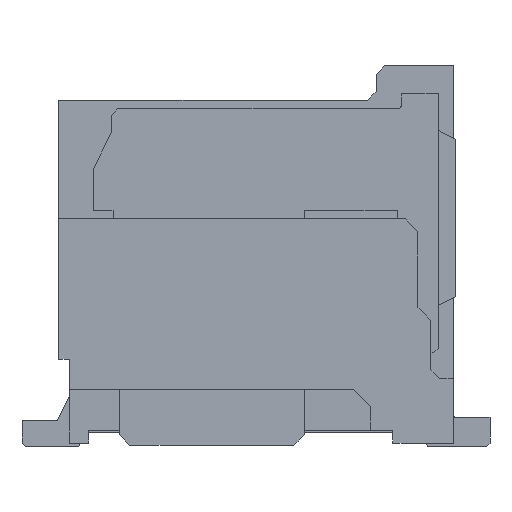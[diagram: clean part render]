
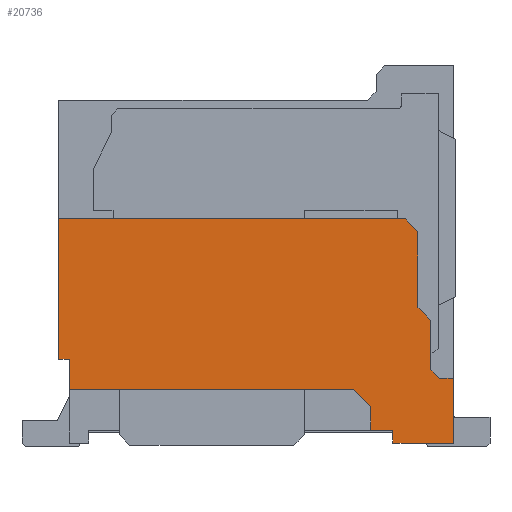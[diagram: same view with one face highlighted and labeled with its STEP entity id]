
A CAD part, left-side view. The second image highlights one B-rep face of the part: STEP entity #20736.
In plain terms, the highlighted planar face has unit normal (-1, 0, 0).
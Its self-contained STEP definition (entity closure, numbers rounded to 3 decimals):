
#5=DIRECTION('',(0.,-1.,0.));
#6=VECTOR('',#5,1.4);
#7=CARTESIAN_POINT('',(-8.9,-3.175,-4.375));
#8=LINE('',#7,#6);
#81=DIRECTION('',(0.,0.,1.));
#82=VECTOR('',#81,1.5);
#83=CARTESIAN_POINT('',(-8.9,-4.575,-4.375));
#84=LINE('',#83,#82);
#6967=DIRECTION('',(0.,0.,1.));
#6968=VECTOR('',#6967,3.25);
#6969=CARTESIAN_POINT('',(-8.9,4.575,-2.425));
#6970=LINE('',#6969,#6968);
#6971=DIRECTION('',(0.,-1.,0.));
#6972=VECTOR('',#6971,8.03);
#6973=CARTESIAN_POINT('',(-8.9,4.575,0.825));
#6974=LINE('',#6973,#6972);
#6975=DIRECTION('',(0.,0.707,0.707));
#6976=VECTOR('',#6975,0.424);
#6977=CARTESIAN_POINT('',(-8.9,-3.755,0.525));
#6978=LINE('',#6977,#6976);
#6979=DIRECTION('',(0.,0.,1.));
#6980=VECTOR('',#6979,1.75);
#6981=CARTESIAN_POINT('',(-8.9,-3.755,-1.225));
#6982=LINE('',#6981,#6980);
#6983=DIRECTION('',(0.,0.707,0.707));
#6984=VECTOR('',#6983,0.424);
#6985=CARTESIAN_POINT('',(-8.9,-4.055,-1.525));
#6986=LINE('',#6985,#6984);
#6987=DIRECTION('',(0.,0.,1.));
#6988=VECTOR('',#6987,1.15);
#6989=CARTESIAN_POINT('',(-8.9,-4.055,-2.675));
#6990=LINE('',#6989,#6988);
#6991=DIRECTION('',(0.,0.707,0.707));
#6992=VECTOR('',#6991,0.283);
#6993=CARTESIAN_POINT('',(-8.9,-4.255,-2.875));
#6994=LINE('',#6993,#6992);
#6995=DIRECTION('',(0.,1.,0.));
#6996=VECTOR('',#6995,0.32);
#6997=CARTESIAN_POINT('',(-8.9,-4.575,-2.875));
#6998=LINE('',#6997,#6996);
#6999=DIRECTION('',(0.,0.,1.));
#7000=VECTOR('',#6999,0.3);
#7001=CARTESIAN_POINT('',(-8.9,-3.175,-4.375));
#7002=LINE('',#7001,#7000);
#7003=DIRECTION('',(0.,1.,0.));
#7004=VECTOR('',#7003,0.52);
#7005=CARTESIAN_POINT('',(-8.9,-3.175,-4.075));
#7006=LINE('',#7005,#7004);
#7007=DIRECTION('',(0.,0.,1.));
#7008=VECTOR('',#7007,0.55);
#7009=CARTESIAN_POINT('',(-8.9,-2.655,-4.075));
#7010=LINE('',#7009,#7008);
#7011=DIRECTION('',(0.,-0.707,-0.707));
#7012=VECTOR('',#7011,0.566);
#7013=CARTESIAN_POINT('',(-8.9,-2.255,-3.125));
#7014=LINE('',#7013,#7012);
#7015=DIRECTION('',(0.,-1.,0.));
#7016=VECTOR('',#7015,6.58);
#7017=CARTESIAN_POINT('',(-8.9,4.325,-3.125));
#7018=LINE('',#7017,#7016);
#7019=DIRECTION('',(0.,0.,1.));
#7020=VECTOR('',#7019,0.7);
#7021=CARTESIAN_POINT('',(-8.9,4.325,-3.125));
#7022=LINE('',#7021,#7020);
#7023=DIRECTION('',(0.,-1.,0.));
#7024=VECTOR('',#7023,0.25);
#7025=CARTESIAN_POINT('',(-8.9,4.575,-2.425));
#7026=LINE('',#7025,#7024);
#9319=CARTESIAN_POINT('',(-8.9,-3.175,-4.075));
#9320=CARTESIAN_POINT('',(-8.9,-2.655,-4.075));
#9321=VERTEX_POINT('',#9319);
#9322=VERTEX_POINT('',#9320);
#9465=CARTESIAN_POINT('',(-8.9,-4.575,-2.875));
#9466=CARTESIAN_POINT('',(-8.9,-4.255,-2.875));
#9467=VERTEX_POINT('',#9465);
#9468=VERTEX_POINT('',#9466);
#9469=CARTESIAN_POINT('',(-8.9,-4.055,-2.675));
#9470=VERTEX_POINT('',#9469);
#9471=CARTESIAN_POINT('',(-8.9,-4.055,-1.525));
#9472=VERTEX_POINT('',#9471);
#9473=CARTESIAN_POINT('',(-8.9,-3.755,-1.225));
#9474=VERTEX_POINT('',#9473);
#9475=CARTESIAN_POINT('',(-8.9,-3.755,0.525));
#9476=VERTEX_POINT('',#9475);
#9477=CARTESIAN_POINT('',(-8.9,-3.455,0.825));
#9478=VERTEX_POINT('',#9477);
#9479=CARTESIAN_POINT('',(-8.9,4.575,0.825));
#9480=VERTEX_POINT('',#9479);
#9493=CARTESIAN_POINT('',(-8.9,-4.575,-4.375));
#9494=VERTEX_POINT('',#9493);
#9497=CARTESIAN_POINT('',(-8.9,4.575,-2.425));
#9498=VERTEX_POINT('',#9497);
#9563=CARTESIAN_POINT('',(-8.9,-2.255,-3.125));
#9564=CARTESIAN_POINT('',(-8.9,-2.655,-3.525));
#9565=VERTEX_POINT('',#9563);
#9566=VERTEX_POINT('',#9564);
#9590=CARTESIAN_POINT('',(-8.9,-3.175,-4.375));
#9592=VERTEX_POINT('',#9590);
#9895=CARTESIAN_POINT('',(-8.9,4.325,-2.425));
#9897=VERTEX_POINT('',#9895);
#10023=CARTESIAN_POINT('',(-8.9,4.325,-3.125));
#10024=VERTEX_POINT('',#10023);
#20702=CARTESIAN_POINT('',(-8.9,4.575,-4.375));
#20703=DIRECTION('',(-1.,0.,0.));
#20704=DIRECTION('',(0.,-1.,0.));
#20705=AXIS2_PLACEMENT_3D('',#20702,#20703,#20704);
#20706=PLANE('',#20705);
#20707=ORIENTED_EDGE('',*,*,#13408,.T.);
#20709=ORIENTED_EDGE('',*,*,#20708,.T.);
#20711=ORIENTED_EDGE('',*,*,#20710,.F.);
#20713=ORIENTED_EDGE('',*,*,#20712,.F.);
#20715=ORIENTED_EDGE('',*,*,#20714,.F.);
#20717=ORIENTED_EDGE('',*,*,#20716,.F.);
#20719=ORIENTED_EDGE('',*,*,#20718,.F.);
#20721=ORIENTED_EDGE('',*,*,#20720,.F.);
#20722=ORIENTED_EDGE('',*,*,#12211,.F.);
#20723=ORIENTED_EDGE('',*,*,#12110,.F.);
#20724=ORIENTED_EDGE('',*,*,#12179,.T.);
#20725=ORIENTED_EDGE('',*,*,#13341,.T.);
#20727=ORIENTED_EDGE('',*,*,#20726,.T.);
#20729=ORIENTED_EDGE('',*,*,#20728,.F.);
#20731=ORIENTED_EDGE('',*,*,#20730,.F.);
#20732=ORIENTED_EDGE('',*,*,#13957,.T.);
#20733=ORIENTED_EDGE('',*,*,#20695,.F.);
#20734=EDGE_LOOP('',(#20707,#20709,#20711,#20713,#20715,#20717,#20719,#20721,
#20722,#20723,#20724,#20725,#20727,#20729,#20731,#20732,#20733));
#20735=FACE_OUTER_BOUND('',#20734,.F.);
#20736=ADVANCED_FACE('',(#20735),#20706,.T.);
#12110=EDGE_CURVE('',#9592,#9494,#8,.T.);
#12179=EDGE_CURVE('',#9592,#9321,#7002,.T.);
#12211=EDGE_CURVE('',#9494,#9467,#84,.T.);
#13341=EDGE_CURVE('',#9321,#9322,#7006,.T.);
#13408=EDGE_CURVE('',#9498,#9480,#6970,.T.);
#13957=EDGE_CURVE('',#10024,#9897,#7022,.T.);
#20695=EDGE_CURVE('',#9498,#9897,#7026,.T.);
#20708=EDGE_CURVE('',#9480,#9478,#6974,.T.);
#20710=EDGE_CURVE('',#9476,#9478,#6978,.T.);
#20712=EDGE_CURVE('',#9474,#9476,#6982,.T.);
#20714=EDGE_CURVE('',#9472,#9474,#6986,.T.);
#20716=EDGE_CURVE('',#9470,#9472,#6990,.T.);
#20718=EDGE_CURVE('',#9468,#9470,#6994,.T.);
#20720=EDGE_CURVE('',#9467,#9468,#6998,.T.);
#20726=EDGE_CURVE('',#9322,#9566,#7010,.T.);
#20728=EDGE_CURVE('',#9565,#9566,#7014,.T.);
#20730=EDGE_CURVE('',#10024,#9565,#7018,.T.);
